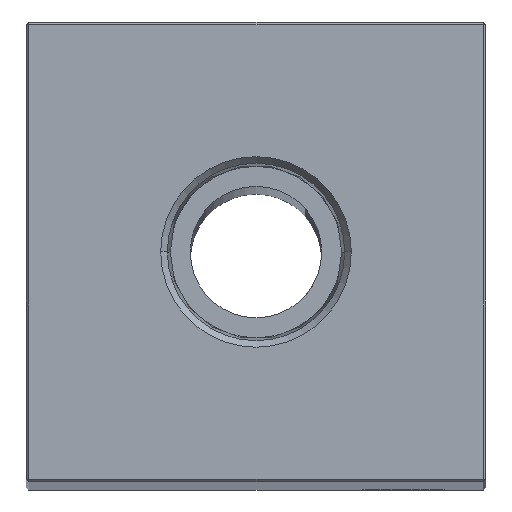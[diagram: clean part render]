
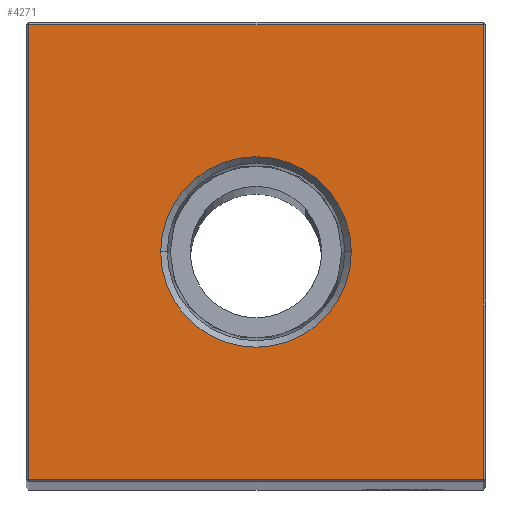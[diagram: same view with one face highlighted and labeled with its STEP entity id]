
A CAD part, top view. The second image highlights one B-rep face of the part: STEP entity #4271.
In plain terms, the highlighted planar face has unit normal (0, 0, 1).
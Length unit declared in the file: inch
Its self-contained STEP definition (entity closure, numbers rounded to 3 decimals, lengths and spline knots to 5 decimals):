
#839 = ORIENTED_EDGE ( 'NONE', *, *, #28494, .F. ) ;
#979 = CIRCLE ( 'NONE', #5405, 0.3626 ) ;
#1542 = CARTESIAN_POINT ( 'NONE',  ( -0.865, 0., 17.75 ) ) ;
#1775 = EDGE_CURVE ( 'NONE', #34026, #12892, #31169, .T. ) ;
#2560 = PLANE ( 'NONE',  #6242 ) ;
#2826 = VERTEX_POINT ( 'NONE', #5046 ) ;
#3594 = DIRECTION ( 'NONE',  ( 0., 0., 1. ) ) ;
#4271 = ADVANCED_FACE ( 'NONE', ( #15654, #26161 ), #2560, .F. ) ;
#5046 = CARTESIAN_POINT ( 'NONE',  ( 0.865, 0.865, 17.75 ) ) ;
#5405 = AXIS2_PLACEMENT_3D ( 'NONE', #27224, #3594, #14120 ) ;
#5478 = CARTESIAN_POINT ( 'NONE',  ( 0., 0., 17.75 ) ) ;
#6048 = EDGE_CURVE ( 'NONE', #9851, #7763, #21189, .T. ) ;
#6242 = AXIS2_PLACEMENT_3D ( 'NONE', #5478, #15982, #26496 ) ;
#6462 = CARTESIAN_POINT ( 'NONE',  ( 0., 0.865, 17.75 ) ) ;
#6721 = LINE ( 'NONE', #17215, #15919 ) ;
#6790 = VERTEX_POINT ( 'NONE', #16817 ) ;
#7763 = VERTEX_POINT ( 'NONE', #18060 ) ;
#8143 = DIRECTION ( 'NONE',  ( 1., 0., 0. ) ) ;
#9075 = ORIENTED_EDGE ( 'NONE', *, *, #1775, .F. ) ;
#9851 = VERTEX_POINT ( 'NONE', #31343 ) ;
#10111 = DIRECTION ( 'NONE',  ( 0., 0., 1. ) ) ;
#10893 = EDGE_CURVE ( 'NONE', #7763, #2826, #6721, .T. ) ;
#12061 = DIRECTION ( 'NONE',  ( 0., -1., 0. ) ) ;
#12892 = VERTEX_POINT ( 'NONE', #27904 ) ;
#14019 = ORIENTED_EDGE ( 'NONE', *, *, #18463, .T. ) ;
#14120 = DIRECTION ( 'NONE',  ( 1., 0., 0. ) ) ;
#15654 = FACE_OUTER_BOUND ( 'NONE', #27317, .T. ) ;
#15894 = ORIENTED_EDGE ( 'NONE', *, *, #10893, .T. ) ;
#15919 = VECTOR ( 'NONE', #27770, 39.37008 ) ;
#15982 = DIRECTION ( 'NONE',  ( 0., 0., -1. ) ) ;
#16286 = AXIS2_PLACEMENT_3D ( 'NONE', #33717, #10111, #20590 ) ;
#16817 = CARTESIAN_POINT ( 'NONE',  ( -0.865, 0.865, 17.75 ) ) ;
#16962 = DIRECTION ( 'NONE',  ( -1., 0., 0. ) ) ;
#17142 = ORIENTED_EDGE ( 'NONE', *, *, #24132, .T. ) ;
#17215 = CARTESIAN_POINT ( 'NONE',  ( 0.865, 0., 17.75 ) ) ;
#18060 = CARTESIAN_POINT ( 'NONE',  ( 0.865, -0.865, 17.75 ) ) ;
#18315 = EDGE_LOOP ( 'NONE', ( #9075, #839 ) ) ;
#18463 = EDGE_CURVE ( 'NONE', #6790, #9851, #25169, .T. ) ;
#20389 = VECTOR ( 'NONE', #8143, 39.37008 ) ;
#20590 = DIRECTION ( 'NONE',  ( 1., 0., 0. ) ) ;
#21189 = LINE ( 'NONE', #31728, #20389 ) ;
#21449 = ORIENTED_EDGE ( 'NONE', *, *, #6048, .T. ) ;
#24132 = EDGE_CURVE ( 'NONE', #2826, #6790, #30069, .T. ) ;
#25169 = LINE ( 'NONE', #1542, #27063 ) ;
#26161 = FACE_BOUND ( 'NONE', #18315, .T. ) ;
#26496 = DIRECTION ( 'NONE',  ( -1., 0., 0. ) ) ;
#27063 = VECTOR ( 'NONE', #12061, 39.37008 ) ;
#27224 = CARTESIAN_POINT ( 'NONE',  ( 0., 0., 17.75 ) ) ;
#27317 = EDGE_LOOP ( 'NONE', ( #14019, #21449, #15894, #17142 ) ) ;
#27770 = DIRECTION ( 'NONE',  ( 0., 1., 0. ) ) ;
#27904 = CARTESIAN_POINT ( 'NONE',  ( -0.3626, 0., 17.75 ) ) ;
#28494 = EDGE_CURVE ( 'NONE', #12892, #34026, #979, .T. ) ;
#30069 = LINE ( 'NONE', #6462, #30458 ) ;
#30458 = VECTOR ( 'NONE', #16962, 39.37008 ) ;
#31169 = CIRCLE ( 'NONE', #16286, 0.3626 ) ;
#31343 = CARTESIAN_POINT ( 'NONE',  ( -0.865, -0.865, 17.75 ) ) ;
#31586 = CARTESIAN_POINT ( 'NONE',  ( 0.3626, 0., 17.75 ) ) ;
#31728 = CARTESIAN_POINT ( 'NONE',  ( 0., -0.865, 17.75 ) ) ;
#33717 = CARTESIAN_POINT ( 'NONE',  ( 0., 0., 17.75 ) ) ;
#34026 = VERTEX_POINT ( 'NONE', #31586 ) ;
